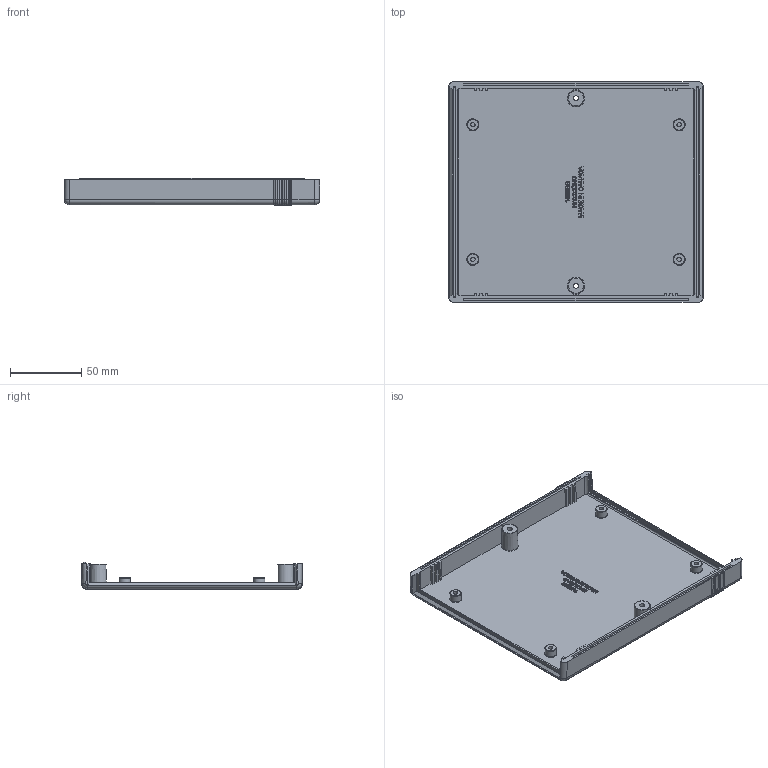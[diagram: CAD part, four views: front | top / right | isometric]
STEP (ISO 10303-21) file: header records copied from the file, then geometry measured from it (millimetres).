
FILE_DESCRIPTION((''),'2;1');
FILE_NAME('1598BB Bottom.stp','2006-10-16T15:43:26',('rboehler'),(''),'Autodesk Inventor 11','Autodesk Inventor 11','');
FILE_SCHEMA(('AUTOMOTIVE_DESIGN { 1 0 10303 214 1 1 1 1 }'));
Length unit declared in the file: millimetre
Products named in the file (1): 1598BB Bottom
Bounding box: 179 x 155.5 x 19 mm (x, y, z)
Volume: 95157.2 mm3; surface area: 73239.9 mm2
Topology: 1 solids, 1 shells, 644 faces, 1633 edges, 1044 vertices
Faces by surface type: plane 366, bspline 223, cylinder 43, torus 6, sphere 4, cone 2
Full cylindrical faces by diameter (mm): 3.05 x2, 3.65 x1, 8 x2, 12.7 x4
Entity records: 21459 total; most frequent: CARTESIAN_POINT 7275, ORIENTED_EDGE 3206, DIRECTION 2295, EDGE_CURVE 1603, VECTOR 1171, LINE 1171, VERTEX_POINT 1042, EDGE_LOOP 729
